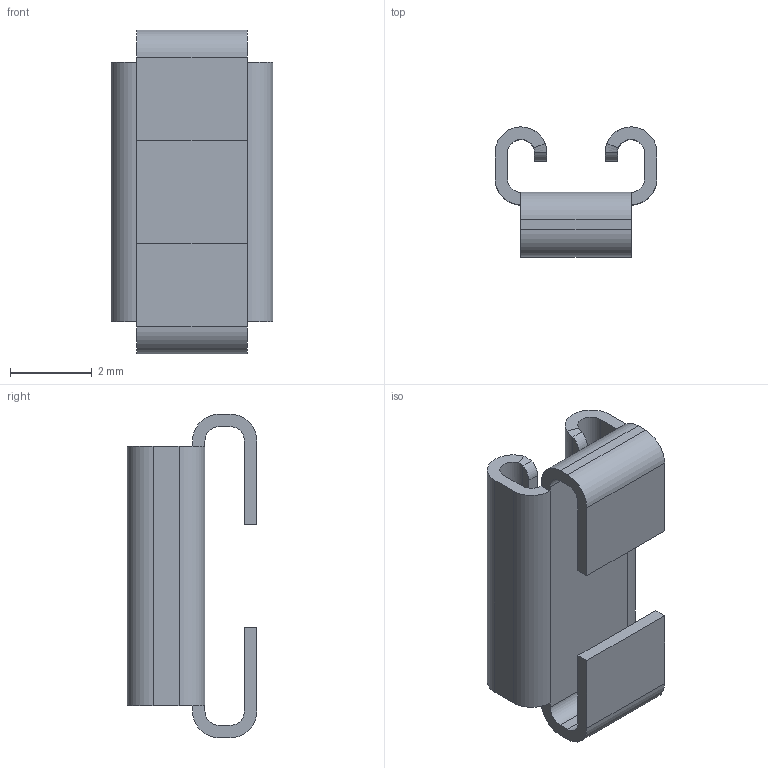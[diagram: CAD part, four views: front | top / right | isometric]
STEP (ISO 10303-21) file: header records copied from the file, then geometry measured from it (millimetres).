
FILE_DESCRIPTION (( 'STEP AP214' ), '1' );
FILE_NAME ('3569TR.STEP', '2014-03-07T20:20:28', ( '' ), ( '' ), 'SwSTEP 2.0', 'SolidWorks 2013', '' );
FILE_SCHEMA (( 'AUTOMOTIVE_DESIGN' ));
Length unit declared in the file: inch
Products named in the file (1): 3569TR
Bounding box: 3.96 x 3.17 x 7.92 mm (x, y, z)
Volume: 22.4 mm3; surface area: 162.1 mm2
Topology: 1 solids, 1 shells, 66 faces, 176 edges, 112 vertices
Faces by surface type: plane 42, cylinder 20, bspline 4
Entity records: 2980 total; most frequent: CARTESIAN_POINT 423, ORIENTED_EDGE 352, DIRECTION 342, EDGE_CURVE 176, LINE 120, VECTOR 120, VERTEX_POINT 112, AXIS2_PLACEMENT_3D 111
